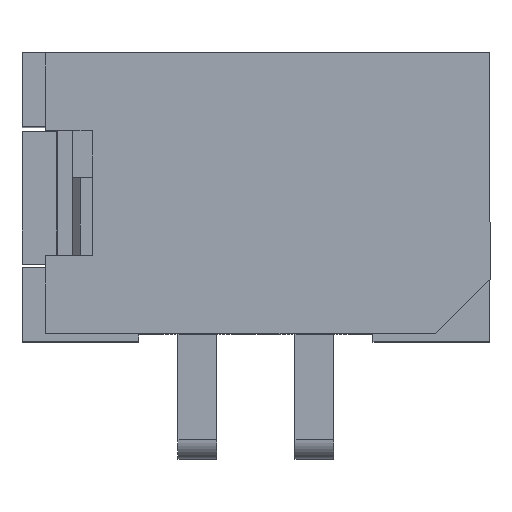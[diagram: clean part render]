
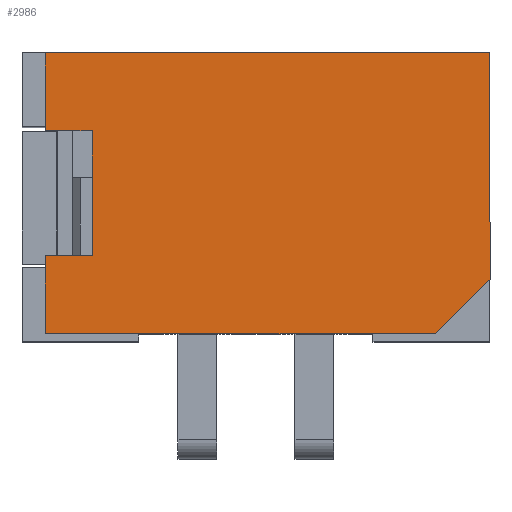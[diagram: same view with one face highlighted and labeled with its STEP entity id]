
A CAD part, top view. The second image highlights one B-rep face of the part: STEP entity #2986.
In plain terms, the highlighted planar face has unit normal (0, 0, 1).
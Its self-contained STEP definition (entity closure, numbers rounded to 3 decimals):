
#798=ORIENTED_EDGE('',*,*,#1275,.F.);
#799=ORIENTED_EDGE('',*,*,#1291,.F.);
#800=ORIENTED_EDGE('',*,*,#1289,.F.);
#801=ORIENTED_EDGE('',*,*,#1287,.F.);
#802=ORIENTED_EDGE('',*,*,#1285,.F.);
#803=ORIENTED_EDGE('',*,*,#1283,.F.);
#804=ORIENTED_EDGE('',*,*,#1281,.F.);
#805=ORIENTED_EDGE('',*,*,#1279,.F.);
#806=ORIENTED_EDGE('',*,*,#1277,.F.);
#1275=EDGE_CURVE('',#1578,#1579,#1935,.T.);
#1277=EDGE_CURVE('',#1579,#1580,#1937,.T.);
#1279=EDGE_CURVE('',#1580,#1581,#1939,.T.);
#1281=EDGE_CURVE('',#1581,#1582,#1941,.T.);
#1283=EDGE_CURVE('',#1582,#1583,#1943,.T.);
#1285=EDGE_CURVE('',#1583,#1584,#1945,.T.);
#1287=EDGE_CURVE('',#1584,#1585,#1947,.T.);
#1289=EDGE_CURVE('',#1585,#1586,#1949,.T.);
#1291=EDGE_CURVE('',#1586,#1578,#1951,.T.);
#1578=VERTEX_POINT('',#4773);
#1579=VERTEX_POINT('',#4775);
#1580=VERTEX_POINT('',#4779);
#1581=VERTEX_POINT('',#4783);
#1582=VERTEX_POINT('',#4787);
#1583=VERTEX_POINT('',#4791);
#1584=VERTEX_POINT('',#4795);
#1585=VERTEX_POINT('',#4799);
#1586=VERTEX_POINT('',#4803);
#1935=LINE('',#4774,#2315);
#1937=LINE('',#4778,#2317);
#1939=LINE('',#4782,#2319);
#1941=LINE('',#4786,#2321);
#1943=LINE('',#4790,#2323);
#1945=LINE('',#4794,#2325);
#1947=LINE('',#4798,#2327);
#1949=LINE('',#4802,#2329);
#1951=LINE('',#4806,#2331);
#2315=VECTOR('',#3849,1000.);
#2317=VECTOR('',#3853,1000.);
#2319=VECTOR('',#3857,1000.);
#2321=VECTOR('',#3861,1000.);
#2323=VECTOR('',#3865,1000.);
#2325=VECTOR('',#3869,1000.);
#2327=VECTOR('',#3873,1000.);
#2329=VECTOR('',#3877,1000.);
#2331=VECTOR('',#3881,1000.);
#2525=EDGE_LOOP('',(#798,#799,#800,#801,#802,#803,#804,#805,#806));
#2693=FACE_BOUND('',#2525,.T.);
#2834=PLANE('',#3213);
#2986=ADVANCED_FACE('',(#2693),#2834,.F.);
#3213=AXIS2_PLACEMENT_3D('',#4807,#3882,#3883);
#3849=DIRECTION('',(0.707,0.707,0.));
#3853=DIRECTION('',(1.,0.,0.));
#3857=DIRECTION('',(0.,-1.,0.));
#3861=DIRECTION('',(-1.,0.,0.));
#3865=DIRECTION('',(0.,-1.,0.));
#3869=DIRECTION('',(1.,0.,0.));
#3873=DIRECTION('',(0.,-1.,0.));
#3877=DIRECTION('',(-1.,0.,0.));
#3881=DIRECTION('',(0.,1.,0.));
#3882=DIRECTION('',(0.,0.,-1.));
#3883=DIRECTION('',(-1.,0.,0.));
#4773=CARTESIAN_POINT('',(-3.2,1.1,0.2));
#4774=CARTESIAN_POINT('',(-3.2,1.1,0.2));
#4775=CARTESIAN_POINT('',(-2.5,1.8,0.2));
#4778=CARTESIAN_POINT('',(-2.5,1.8,0.2));
#4779=CARTESIAN_POINT('',(2.5,1.8,0.2));
#4782=CARTESIAN_POINT('',(2.5,1.8,0.2));
#4783=CARTESIAN_POINT('',(2.5,0.8,0.2));
#4786=CARTESIAN_POINT('',(2.5,0.8,0.2));
#4787=CARTESIAN_POINT('',(1.9,0.8,0.2));
#4790=CARTESIAN_POINT('',(1.9,0.8,0.2));
#4791=CARTESIAN_POINT('',(1.9,-0.8,0.2));
#4794=CARTESIAN_POINT('',(1.9,-0.8,0.2));
#4795=CARTESIAN_POINT('',(2.5,-0.8,0.2));
#4798=CARTESIAN_POINT('',(2.5,-0.8,0.2));
#4799=CARTESIAN_POINT('',(2.5,-1.8,0.2));
#4802=CARTESIAN_POINT('',(2.5,-1.8,0.2));
#4803=CARTESIAN_POINT('',(-3.2,-1.8,0.2));
#4806=CARTESIAN_POINT('',(-3.2,-1.8,0.2));
#4807=CARTESIAN_POINT('',(0.,0.,0.2));
